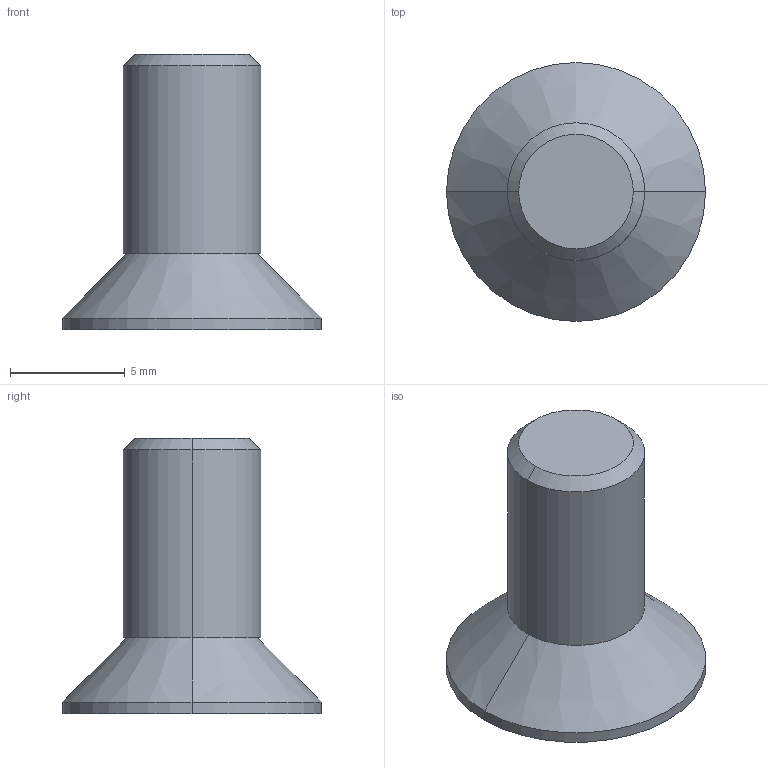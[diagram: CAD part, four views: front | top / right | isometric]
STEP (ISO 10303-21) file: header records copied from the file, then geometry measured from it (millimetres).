
FILE_DESCRIPTION (( 'STEP AP214' ), '1' );
FILE_NAME ('FO-00D-VTORX-M6X12-020 FORMAT 妈眚 󊬱2 TORX30 DIN7500M (20_箫嚓) IEK.STEP', '2024-07-03T11:39:16', ( '' ), ( '' ), 'SwSTEP 2.0', 'SolidWorks 2022', '' );
FILE_SCHEMA (( 'AUTOMOTIVE_DESIGN' ));
Length unit declared in the file: millimetre
Products named in the file (1): FO-00D-VTORX-M6X12-020 FORMAT Винт М6х12 TORX30 DIN7500M (20шт_упак) IEK
Bounding box: 11.3 x 11.3 x 12 mm (x, y, z)
Volume: 447.9 mm3; surface area: 425.6 mm2
Topology: 1 solids, 1 shells, 31 faces, 77 edges, 50 vertices
Faces by surface type: cylinder 23, cone 4, plane 4
Entity records: 1005 total; most frequent: DIRECTION 191, CARTESIAN_POINT 159, ORIENTED_EDGE 154, AXIS2_PLACEMENT_3D 82, EDGE_CURVE 77, VERTEX_POINT 50, CIRCLE 50, EDGE_LOOP 33
